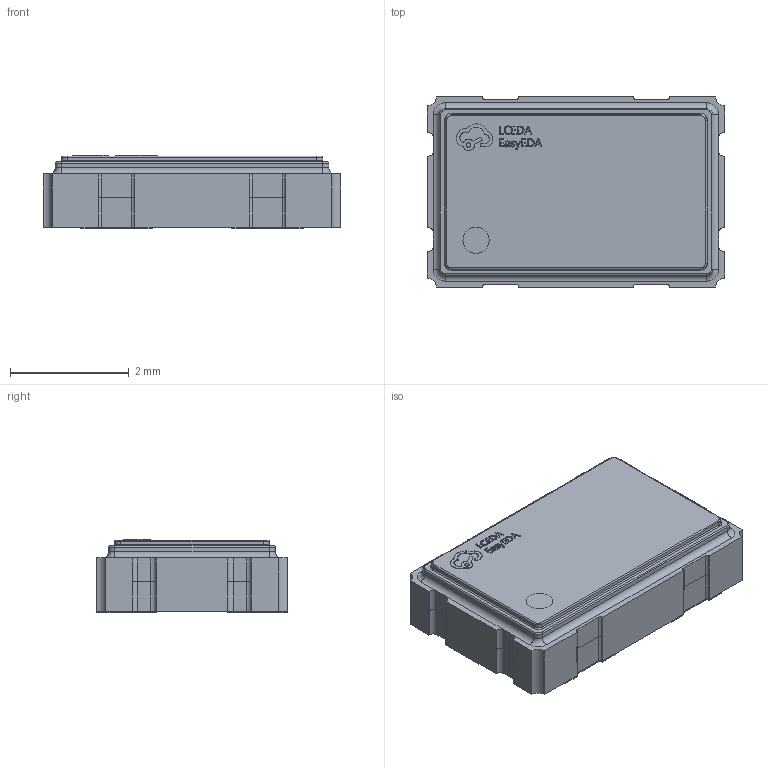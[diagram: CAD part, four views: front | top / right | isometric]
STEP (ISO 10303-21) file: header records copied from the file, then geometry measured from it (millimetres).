
FILE_DESCRIPTION (( 'STEP AP214' ), '1' );
FILE_NAME ('OSC-SMD_4P-L5.0-W3.2-BL_820371253W1.STEP', '2023-07-10T14:29:14', ( '' ), ( '' ), 'SwSTEP 2.0', 'SolidWorks 2020', '' );
FILE_SCHEMA (( 'AUTOMOTIVE_DESIGN' ));
Length unit declared in the file: millimetre
Products named in the file (1): OSC-SMD_4P-L5.0-W3.2-BL_820371253W1
Bounding box: 5 x 3.2 x 1.23 mm (x, y, z)
Volume: 17.9 mm3; surface area: 59.6 mm2
Topology: 5 solids, 5 shells, 448 faces, 1211 edges, 794 vertices
Faces by surface type: plane 264, bspline 98, cylinder 70, torus 16
Entity records: 19481 total; most frequent: CARTESIAN_POINT 3760, ORIENTED_EDGE 2422, DIRECTION 1869, EDGE_CURVE 1211, LINE 855, VECTOR 855, VERTEX_POINT 794, AXIS2_PLACEMENT_3D 507
